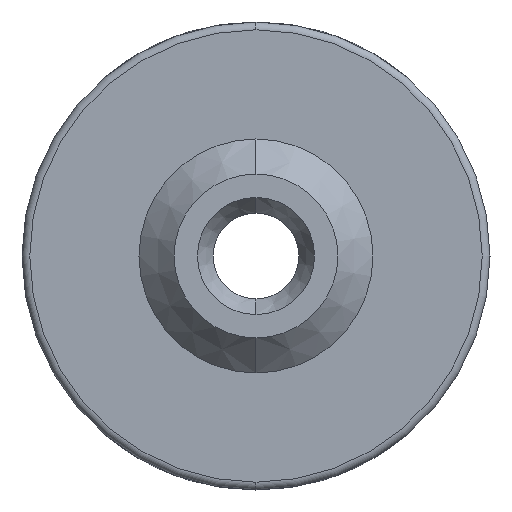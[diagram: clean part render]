
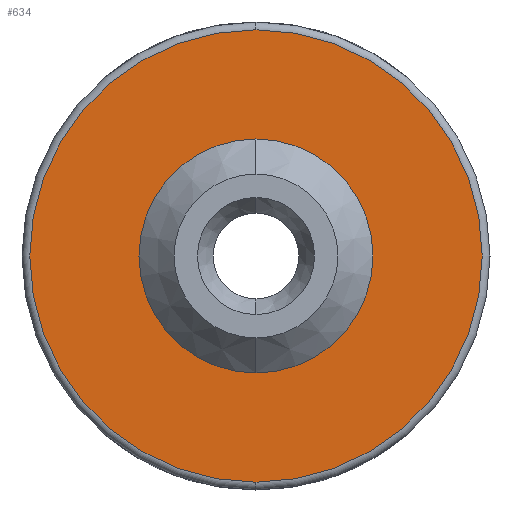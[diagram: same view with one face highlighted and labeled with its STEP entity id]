
A CAD part, left-side view. The second image highlights one B-rep face of the part: STEP entity #634.
In plain terms, the highlighted planar face has unit normal (-1, 0, 0).
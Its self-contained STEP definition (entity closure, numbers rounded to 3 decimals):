
#22 = CARTESIAN_POINT ( 'NONE',  ( -48., 0., -5.8 ) ) ;
#26 = DIRECTION ( 'NONE',  ( -1., 0., 0. ) ) ;
#73 = CARTESIAN_POINT ( 'NONE',  ( -48., 0., 2.6 ) ) ;
#81 = CARTESIAN_POINT ( 'NONE',  ( -48., 0., -2.6 ) ) ;
#141 = CARTESIAN_POINT ( 'NONE',  ( -48., 0., 0. ) ) ;
#154 = AXIS2_PLACEMENT_3D ( 'NONE', #249, #367, #195 ) ;
#160 = DIRECTION ( 'NONE',  ( 1., 0., 0. ) ) ;
#195 = DIRECTION ( 'NONE',  ( 0., 0., 1. ) ) ;
#198 = VERTEX_POINT ( 'NONE', #81 ) ;
#229 = ORIENTED_EDGE ( 'NONE', *, *, #729, .F. ) ;
#249 = CARTESIAN_POINT ( 'NONE',  ( -48., 0., 0. ) ) ;
#256 = ORIENTED_EDGE ( 'NONE', *, *, #852, .T. ) ;
#327 = ORIENTED_EDGE ( 'NONE', *, *, #882, .F. ) ;
#353 = AXIS2_PLACEMENT_3D ( 'NONE', #547, #966, #1058 ) ;
#367 = DIRECTION ( 'NONE',  ( -1., 0., 0. ) ) ;
#368 = CIRCLE ( 'NONE', #510, 2.6 ) ;
#401 = FACE_BOUND ( 'NONE', #992, .T. ) ;
#441 = VERTEX_POINT ( 'NONE', #22 ) ;
#464 = EDGE_CURVE ( 'NONE', #441, #919, #1017, .T. ) ;
#482 = DIRECTION ( 'NONE',  ( 0., 0., -1. ) ) ;
#510 = AXIS2_PLACEMENT_3D ( 'NONE', #141, #741, #1071 ) ;
#525 = CARTESIAN_POINT ( 'NONE',  ( -48., 0., 0. ) ) ;
#542 = AXIS2_PLACEMENT_3D ( 'NONE', #525, #26, #594 ) ;
#547 = CARTESIAN_POINT ( 'NONE',  ( -48., 0., 0. ) ) ;
#594 = DIRECTION ( 'NONE',  ( 0., 0., 1. ) ) ;
#610 = VERTEX_POINT ( 'NONE', #73 ) ;
#634 = ADVANCED_FACE ( 'NONE', ( #401, #749 ), #732, .F. ) ;
#649 = CIRCLE ( 'NONE', #542, 5.8 ) ;
#688 = CIRCLE ( 'NONE', #154, 2.6 ) ;
#691 = EDGE_LOOP ( 'NONE', ( #256, #913 ) ) ;
#729 = EDGE_CURVE ( 'NONE', #610, #198, #368, .T. ) ;
#732 = PLANE ( 'NONE',  #740 ) ;
#740 = AXIS2_PLACEMENT_3D ( 'NONE', #756, #160, #482 ) ;
#741 = DIRECTION ( 'NONE',  ( -1., 0., 0. ) ) ;
#749 = FACE_OUTER_BOUND ( 'NONE', #691, .T. ) ;
#756 = CARTESIAN_POINT ( 'NONE',  ( -48., 0., -5.8 ) ) ;
#816 = CARTESIAN_POINT ( 'NONE',  ( -48., 0., 5.8 ) ) ;
#852 = EDGE_CURVE ( 'NONE', #919, #441, #649, .T. ) ;
#882 = EDGE_CURVE ( 'NONE', #198, #610, #688, .T. ) ;
#913 = ORIENTED_EDGE ( 'NONE', *, *, #464, .T. ) ;
#919 = VERTEX_POINT ( 'NONE', #816 ) ;
#966 = DIRECTION ( 'NONE',  ( -1., 0., 0. ) ) ;
#992 = EDGE_LOOP ( 'NONE', ( #229, #327 ) ) ;
#1017 = CIRCLE ( 'NONE', #353, 5.8 ) ;
#1058 = DIRECTION ( 'NONE',  ( 0., 0., 1. ) ) ;
#1071 = DIRECTION ( 'NONE',  ( 0., 0., 1. ) ) ;
